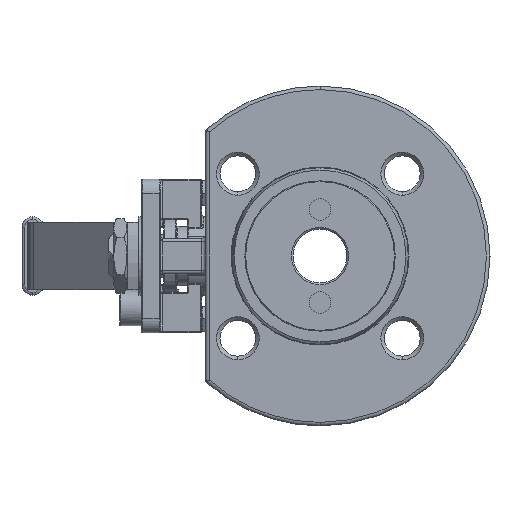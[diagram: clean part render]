
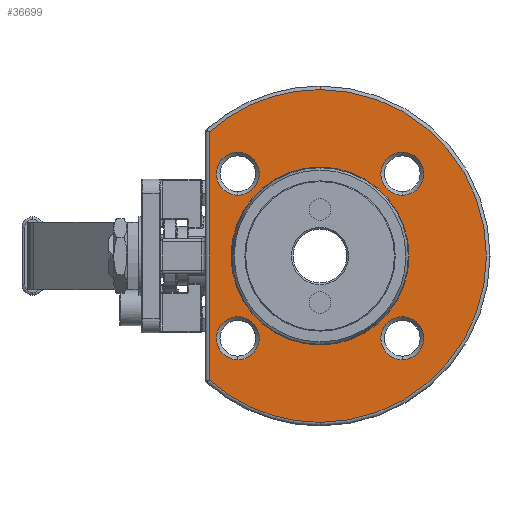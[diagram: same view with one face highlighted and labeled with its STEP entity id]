
A CAD part, left-side view. The second image highlights one B-rep face of the part: STEP entity #36699.
In plain terms, the highlighted planar face has unit normal (-1, 0, 0).
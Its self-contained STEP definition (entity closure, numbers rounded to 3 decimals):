
#615 = CARTESIAN_POINT ( 'NONE',  ( -19., 22.981, -22.981 ) ) ;
#870 = ORIENTED_EDGE ( 'NONE', *, *, #38683, .T. ) ;
#1076 = DIRECTION ( 'NONE',  ( 0., 0., 1. ) ) ;
#1526 = CARTESIAN_POINT ( 'NONE',  ( -19., 0., 0. ) ) ;
#1790 = CARTESIAN_POINT ( 'NONE',  ( -19., -22.981, 16.981 ) ) ;
#2322 = AXIS2_PLACEMENT_3D ( 'NONE', #17642, #34368, #42624 ) ;
#3375 = PLANE ( 'NONE',  #38619 ) ;
#4746 = DIRECTION ( 'NONE',  ( 0., 0., 1. ) ) ;
#4893 = EDGE_CURVE ( 'NONE', #22112, #21023, #35763, .T. ) ;
#5129 = DIRECTION ( 'NONE',  ( 1., 0., 0. ) ) ;
#5291 = ORIENTED_EDGE ( 'NONE', *, *, #35184, .T. ) ;
#5445 = CIRCLE ( 'NONE', #26174, 6. ) ;
#5509 = EDGE_CURVE ( 'NONE', #52908, #12766, #37666, .T. ) ;
#6103 = ORIENTED_EDGE ( 'NONE', *, *, #31030, .T. ) ;
#6131 = VERTEX_POINT ( 'NONE', #22794 ) ;
#6192 = AXIS2_PLACEMENT_3D ( 'NONE', #46469, #25025, #28992 ) ;
#6666 = CARTESIAN_POINT ( 'NONE',  ( -19., 22.981, -16.981 ) ) ;
#6759 = DIRECTION ( 'NONE',  ( 0., 0., -1. ) ) ;
#7849 = FACE_BOUND ( 'NONE', #32162, .T. ) ;
#7859 = VERTEX_POINT ( 'NONE', #14143 ) ;
#8648 = AXIS2_PLACEMENT_3D ( 'NONE', #615, #47199, #43414 ) ;
#9211 = FACE_BOUND ( 'NONE', #27547, .T. ) ;
#9832 = DIRECTION ( 'NONE',  ( 1., 0., 0. ) ) ;
#10156 = AXIS2_PLACEMENT_3D ( 'NONE', #14727, #40122, #53155 ) ;
#10476 = DIRECTION ( 'NONE',  ( 0., 0., 1. ) ) ;
#12766 = VERTEX_POINT ( 'NONE', #6666 ) ;
#12858 = EDGE_LOOP ( 'NONE', ( #35015, #20883 ) ) ;
#13470 = ORIENTED_EDGE ( 'NONE', *, *, #32994, .T. ) ;
#14143 = CARTESIAN_POINT ( 'NONE',  ( -19., 31., -34.659 ) ) ;
#14176 = EDGE_CURVE ( 'NONE', #32218, #21910, #22306, .T. ) ;
#14727 = CARTESIAN_POINT ( 'NONE',  ( -19., 0., 0. ) ) ;
#15951 = FACE_BOUND ( 'NONE', #32241, .T. ) ;
#16074 = CIRCLE ( 'NONE', #54204, 6. ) ;
#16159 = CARTESIAN_POINT ( 'NONE',  ( -19., 22.981, 16.981 ) ) ;
#17383 = CARTESIAN_POINT ( 'NONE',  ( -19., 22.981, -28.981 ) ) ;
#17642 = CARTESIAN_POINT ( 'NONE',  ( -19., 22.981, -22.981 ) ) ;
#18629 = DIRECTION ( 'NONE',  ( 0., 0., 1. ) ) ;
#18651 = DIRECTION ( 'NONE',  ( 1., 0., 0. ) ) ;
#18658 = EDGE_CURVE ( 'NONE', #43673, #6131, #19774, .T. ) ;
#18717 = AXIS2_PLACEMENT_3D ( 'NONE', #1526, #44691, #10476 ) ;
#18986 = DIRECTION ( 'NONE',  ( -1., 0., 0. ) ) ;
#19230 = CARTESIAN_POINT ( 'NONE',  ( -19., -22.981, 28.981 ) ) ;
#19774 = CIRCLE ( 'NONE', #29484, 6. ) ;
#20423 = DIRECTION ( 'NONE',  ( 0., 0., 1. ) ) ;
#20772 = DIRECTION ( 'NONE',  ( -1., 0., 0. ) ) ;
#20883 = ORIENTED_EDGE ( 'NONE', *, *, #18658, .T. ) ;
#21023 = VERTEX_POINT ( 'NONE', #19230 ) ;
#21178 = VERTEX_POINT ( 'NONE', #47547 ) ;
#21246 = EDGE_CURVE ( 'NONE', #44017, #53793, #33580, .T. ) ;
#21631 = ORIENTED_EDGE ( 'NONE', *, *, #54584, .T. ) ;
#21910 = VERTEX_POINT ( 'NONE', #49536 ) ;
#22112 = VERTEX_POINT ( 'NONE', #1790 ) ;
#22274 = DIRECTION ( 'NONE',  ( 0., 0., 1. ) ) ;
#22306 = CIRCLE ( 'NONE', #41226, 6. ) ;
#22794 = CARTESIAN_POINT ( 'NONE',  ( -19., -22.981, -16.981 ) ) ;
#23101 = EDGE_CURVE ( 'NONE', #7859, #52168, #35451, .T. ) ;
#23331 = CARTESIAN_POINT ( 'NONE',  ( -19., -22.981, -22.981 ) ) ;
#23414 = VECTOR ( 'NONE', #6759, 1000. ) ;
#23716 = CIRCLE ( 'NONE', #26151, 46.5 ) ;
#23777 = ORIENTED_EDGE ( 'NONE', *, *, #23101, .T. ) ;
#23865 = AXIS2_PLACEMENT_3D ( 'NONE', #52817, #52623, #22274 ) ;
#24335 = CARTESIAN_POINT ( 'NONE',  ( -19., 31., 34.659 ) ) ;
#24511 = CIRCLE ( 'NONE', #6192, 46.5 ) ;
#25025 = DIRECTION ( 'NONE',  ( -1., 0., 0. ) ) ;
#26151 = AXIS2_PLACEMENT_3D ( 'NONE', #40056, #18986, #18629 ) ;
#26174 = AXIS2_PLACEMENT_3D ( 'NONE', #23331, #18651, #35972 ) ;
#26449 = VERTEX_POINT ( 'NONE', #24335 ) ;
#26570 = CARTESIAN_POINT ( 'NONE',  ( -19., -22.981, -28.981 ) ) ;
#27426 = CARTESIAN_POINT ( 'NONE',  ( -19., -22.981, 22.981 ) ) ;
#27547 = EDGE_LOOP ( 'NONE', ( #5291, #53035 ) ) ;
#28737 = FACE_OUTER_BOUND ( 'NONE', #55786, .T. ) ;
#28992 = DIRECTION ( 'NONE',  ( 0., 0., 1. ) ) ;
#29355 = FACE_BOUND ( 'NONE', #12858, .T. ) ;
#29484 = AXIS2_PLACEMENT_3D ( 'NONE', #31449, #9832, #1076 ) ;
#29692 = AXIS2_PLACEMENT_3D ( 'NONE', #31234, #48380, #44024 ) ;
#30035 = CARTESIAN_POINT ( 'NONE',  ( -19., 0., -24.868 ) ) ;
#31030 = EDGE_CURVE ( 'NONE', #21910, #32218, #48844, .T. ) ;
#31234 = CARTESIAN_POINT ( 'NONE',  ( -19., 22.981, 22.981 ) ) ;
#31449 = CARTESIAN_POINT ( 'NONE',  ( -19., -22.981, -22.981 ) ) ;
#31910 = DIRECTION ( 'NONE',  ( 1., 0., 0. ) ) ;
#32078 = CARTESIAN_POINT ( 'NONE',  ( -19., -22.981, 22.981 ) ) ;
#32162 = EDGE_LOOP ( 'NONE', ( #870, #32780 ) ) ;
#32218 = VERTEX_POINT ( 'NONE', #16159 ) ;
#32241 = EDGE_LOOP ( 'NONE', ( #44229, #34789 ) ) ;
#32668 = CARTESIAN_POINT ( 'NONE',  ( -19., 31., 0. ) ) ;
#32780 = ORIENTED_EDGE ( 'NONE', *, *, #4893, .T. ) ;
#32851 = CARTESIAN_POINT ( 'NONE',  ( -19., 47.5, 0. ) ) ;
#32994 = EDGE_CURVE ( 'NONE', #52168, #21178, #23716, .T. ) ;
#33580 = CIRCLE ( 'NONE', #18717, 24.868 ) ;
#33852 = CARTESIAN_POINT ( 'NONE',  ( -19., 0., -46.5 ) ) ;
#34368 = DIRECTION ( 'NONE',  ( 1., 0., 0. ) ) ;
#34789 = ORIENTED_EDGE ( 'NONE', *, *, #37774, .T. ) ;
#35015 = ORIENTED_EDGE ( 'NONE', *, *, #49518, .T. ) ;
#35184 = EDGE_CURVE ( 'NONE', #12766, #52908, #41023, .T. ) ;
#35451 = CIRCLE ( 'NONE', #10156, 46.5 ) ;
#35711 = DIRECTION ( 'NONE',  ( 0., 0., 1. ) ) ;
#35763 = CIRCLE ( 'NONE', #43670, 6. ) ;
#35972 = DIRECTION ( 'NONE',  ( 0., 0., 1. ) ) ;
#36699 = ADVANCED_FACE ( 'NONE', ( #15951, #28737, #37479, #7849, #29355, #9211 ), #3375, .T. ) ;
#37479 = FACE_BOUND ( 'NONE', #53332, .T. ) ;
#37666 = CIRCLE ( 'NONE', #2322, 6. ) ;
#37774 = EDGE_CURVE ( 'NONE', #53793, #44017, #38019, .T. ) ;
#38019 = CIRCLE ( 'NONE', #23865, 24.868 ) ;
#38619 = AXIS2_PLACEMENT_3D ( 'NONE', #32851, #20772, #20423 ) ;
#38683 = EDGE_CURVE ( 'NONE', #21023, #22112, #16074, .T. ) ;
#38890 = ORIENTED_EDGE ( 'NONE', *, *, #52288, .T. ) ;
#40056 = CARTESIAN_POINT ( 'NONE',  ( -19., 0., 0. ) ) ;
#40122 = DIRECTION ( 'NONE',  ( -1., 0., 0. ) ) ;
#40886 = CARTESIAN_POINT ( 'NONE',  ( -19., 0., 24.868 ) ) ;
#41023 = CIRCLE ( 'NONE', #8648, 6. ) ;
#41226 = AXIS2_PLACEMENT_3D ( 'NONE', #47407, #5129, #4746 ) ;
#42624 = DIRECTION ( 'NONE',  ( 0., 0., 1. ) ) ;
#43414 = DIRECTION ( 'NONE',  ( 0., 0., 1. ) ) ;
#43670 = AXIS2_PLACEMENT_3D ( 'NONE', #32078, #31910, #35711 ) ;
#43673 = VERTEX_POINT ( 'NONE', #26570 ) ;
#44017 = VERTEX_POINT ( 'NONE', #40886 ) ;
#44024 = DIRECTION ( 'NONE',  ( 0., 0., 1. ) ) ;
#44229 = ORIENTED_EDGE ( 'NONE', *, *, #21246, .T. ) ;
#44691 = DIRECTION ( 'NONE',  ( 1., 0., 0. ) ) ;
#46469 = CARTESIAN_POINT ( 'NONE',  ( -19., 0., 0. ) ) ;
#47199 = DIRECTION ( 'NONE',  ( 1., 0., 0. ) ) ;
#47407 = CARTESIAN_POINT ( 'NONE',  ( -19., 22.981, 22.981 ) ) ;
#47547 = CARTESIAN_POINT ( 'NONE',  ( -19., 0., 46.5 ) ) ;
#48380 = DIRECTION ( 'NONE',  ( 1., 0., 0. ) ) ;
#48844 = CIRCLE ( 'NONE', #29692, 6. ) ;
#49518 = EDGE_CURVE ( 'NONE', #6131, #43673, #5445, .T. ) ;
#49536 = CARTESIAN_POINT ( 'NONE',  ( -19., 22.981, 28.981 ) ) ;
#52168 = VERTEX_POINT ( 'NONE', #33852 ) ;
#52288 = EDGE_CURVE ( 'NONE', #26449, #7859, #55046, .T. ) ;
#52623 = DIRECTION ( 'NONE',  ( 1., 0., 0. ) ) ;
#52817 = CARTESIAN_POINT ( 'NONE',  ( -19., 0., 0. ) ) ;
#52908 = VERTEX_POINT ( 'NONE', #17383 ) ;
#53035 = ORIENTED_EDGE ( 'NONE', *, *, #5509, .T. ) ;
#53046 = DIRECTION ( 'NONE',  ( 0., 0., 1. ) ) ;
#53155 = DIRECTION ( 'NONE',  ( 0., 0., 1. ) ) ;
#53332 = EDGE_LOOP ( 'NONE', ( #6103, #53337 ) ) ;
#53337 = ORIENTED_EDGE ( 'NONE', *, *, #14176, .T. ) ;
#53411 = DIRECTION ( 'NONE',  ( 1., 0., 0. ) ) ;
#53793 = VERTEX_POINT ( 'NONE', #30035 ) ;
#54204 = AXIS2_PLACEMENT_3D ( 'NONE', #27426, #53411, #53046 ) ;
#54584 = EDGE_CURVE ( 'NONE', #21178, #26449, #24511, .T. ) ;
#55046 = LINE ( 'NONE', #32668, #23414 ) ;
#55786 = EDGE_LOOP ( 'NONE', ( #23777, #13470, #21631, #38890 ) ) ;
